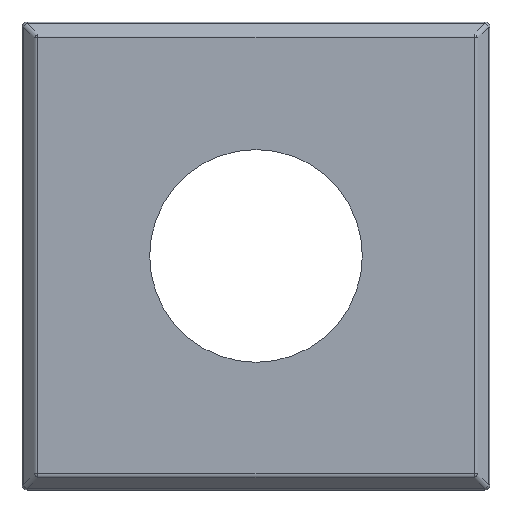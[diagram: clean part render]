
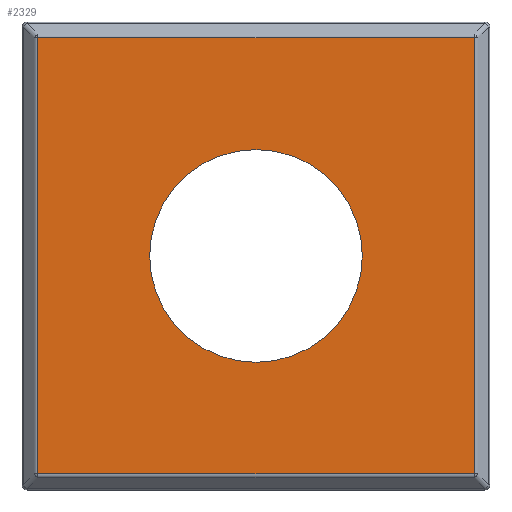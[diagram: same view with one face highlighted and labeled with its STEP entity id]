
A CAD part, top view. The second image highlights one B-rep face of the part: STEP entity #2329.
In plain terms, the highlighted planar face has unit normal (0, 0, 1).
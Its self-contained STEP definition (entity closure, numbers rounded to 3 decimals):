
#1304 = CYLINDRICAL_SURFACE('',#1305,20.);
#1305 = AXIS2_PLACEMENT_3D('',#1306,#1307,#1308);
#1306 = CARTESIAN_POINT('',(43.,43.,0.));
#1307 = DIRECTION('',(-0.,-0.,-1.));
#1308 = DIRECTION('',(1.,0.,0.));
#1820 = VERTEX_POINT('',#1821);
#1821 = CARTESIAN_POINT('',(63.,43.,9.));
#1842 = EDGE_CURVE('',#1820,#1820,#1843,.T.);
#1843 = SURFACE_CURVE('',#1844,(#1849,#1856),.PCURVE_S1.);
#1844 = CIRCLE('',#1845,20.);
#1845 = AXIS2_PLACEMENT_3D('',#1846,#1847,#1848);
#1846 = CARTESIAN_POINT('',(43.,43.,9.));
#1847 = DIRECTION('',(0.,0.,-1.));
#1848 = DIRECTION('',(1.,0.,0.));
#1849 = PCURVE('',#1304,#1850);
#1850 = DEFINITIONAL_REPRESENTATION('',(#1851),#1855);
#1851 = LINE('',#1852,#1853);
#1852 = CARTESIAN_POINT('',(-6.283,-9.));
#1853 = VECTOR('',#1854,1.);
#1854 = DIRECTION('',(1.,-0.));
#1855 = ( GEOMETRIC_REPRESENTATION_CONTEXT(2) 
PARAMETRIC_REPRESENTATION_CONTEXT() REPRESENTATION_CONTEXT('2D SPACE',''
  ) );
#1856 = PCURVE('',#1857,#1862);
#1857 = PLANE('',#1858);
#1858 = AXIS2_PLACEMENT_3D('',#1859,#1860,#1861);
#1859 = CARTESIAN_POINT('',(0.,0.,9.));
#1860 = DIRECTION('',(0.,0.,1.));
#1861 = DIRECTION('',(1.,0.,0.));
#1862 = DEFINITIONAL_REPRESENTATION('',(#1863),#1871);
#1863 = ( BOUNDED_CURVE() B_SPLINE_CURVE(2,(#1864,#1865,#1866,#1867,
#1868,#1869,#1870),.UNSPECIFIED.,.T.,.F.) B_SPLINE_CURVE_WITH_KNOTS((1,2
    ,2,2,2,1),(-2.094,0.,2.094,4.189,
6.283,8.378),.UNSPECIFIED.) CURVE() 
GEOMETRIC_REPRESENTATION_ITEM() RATIONAL_B_SPLINE_CURVE((1.,0.5,1.,0.5,
1.,0.5,1.)) REPRESENTATION_ITEM('') );
#1864 = CARTESIAN_POINT('',(63.,43.));
#1865 = CARTESIAN_POINT('',(63.,8.359));
#1866 = CARTESIAN_POINT('',(33.,25.679));
#1867 = CARTESIAN_POINT('',(3.,43.));
#1868 = CARTESIAN_POINT('',(33.,60.321));
#1869 = CARTESIAN_POINT('',(63.,77.641));
#1870 = CARTESIAN_POINT('',(63.,43.));
#1871 = ( GEOMETRIC_REPRESENTATION_CONTEXT(2) 
PARAMETRIC_REPRESENTATION_CONTEXT() REPRESENTATION_CONTEXT('2D SPACE',''
  ) );
#1938 = CYLINDRICAL_SURFACE('',#1939,1.);
#1939 = AXIS2_PLACEMENT_3D('',#1940,#1941,#1942);
#1940 = CARTESIAN_POINT('',(0.,84.,8.));
#1941 = DIRECTION('',(1.,0.,0.));
#1942 = DIRECTION('',(0.,-1.,0.));
#2052 = CYLINDRICAL_SURFACE('',#2053,1.);
#2053 = AXIS2_PLACEMENT_3D('',#2054,#2055,#2056);
#2054 = CARTESIAN_POINT('',(2.,0.,8.));
#2055 = DIRECTION('',(0.,1.,0.));
#2056 = DIRECTION('',(-0.707,0.,-0.707));
#2166 = CYLINDRICAL_SURFACE('',#2167,1.);
#2167 = AXIS2_PLACEMENT_3D('',#2168,#2169,#2170);
#2168 = CARTESIAN_POINT('',(0.,2.,8.));
#2169 = DIRECTION('',(1.,0.,0.));
#2170 = DIRECTION('',(0.,-0.707,-0.707));
#2280 = CYLINDRICAL_SURFACE('',#2281,1.);
#2281 = AXIS2_PLACEMENT_3D('',#2282,#2283,#2284);
#2282 = CARTESIAN_POINT('',(84.,0.,8.));
#2283 = DIRECTION('',(0.,1.,0.));
#2284 = DIRECTION('',(-1.,0.,0.));
#2329 = ADVANCED_FACE('',(#2330,#2424),#1857,.T.);
#2330 = FACE_BOUND('',#2331,.T.);
#2331 = EDGE_LOOP('',(#2332,#2357,#2380,#2403));
#2332 = ORIENTED_EDGE('',*,*,#2333,.F.);
#2333 = EDGE_CURVE('',#2334,#2336,#2338,.T.);
#2334 = VERTEX_POINT('',#2335);
#2335 = CARTESIAN_POINT('',(2.,2.,9.));
#2336 = VERTEX_POINT('',#2337);
#2337 = CARTESIAN_POINT('',(2.,84.,9.));
#2338 = SURFACE_CURVE('',#2339,(#2343,#2350),.PCURVE_S1.);
#2339 = LINE('',#2340,#2341);
#2340 = CARTESIAN_POINT('',(2.,0.,9.));
#2341 = VECTOR('',#2342,1.);
#2342 = DIRECTION('',(0.,1.,0.));
#2343 = PCURVE('',#1857,#2344);
#2344 = DEFINITIONAL_REPRESENTATION('',(#2345),#2349);
#2345 = LINE('',#2346,#2347);
#2346 = CARTESIAN_POINT('',(2.,0.));
#2347 = VECTOR('',#2348,1.);
#2348 = DIRECTION('',(0.,1.));
#2349 = ( GEOMETRIC_REPRESENTATION_CONTEXT(2) 
PARAMETRIC_REPRESENTATION_CONTEXT() REPRESENTATION_CONTEXT('2D SPACE',''
  ) );
#2350 = PCURVE('',#2052,#2351);
#2351 = DEFINITIONAL_REPRESENTATION('',(#2352),#2356);
#2352 = LINE('',#2353,#2354);
#2353 = CARTESIAN_POINT('',(2.356,0.));
#2354 = VECTOR('',#2355,1.);
#2355 = DIRECTION('',(0.,1.));
#2356 = ( GEOMETRIC_REPRESENTATION_CONTEXT(2) 
PARAMETRIC_REPRESENTATION_CONTEXT() REPRESENTATION_CONTEXT('2D SPACE',''
  ) );
#2357 = ORIENTED_EDGE('',*,*,#2358,.T.);
#2358 = EDGE_CURVE('',#2334,#2359,#2361,.T.);
#2359 = VERTEX_POINT('',#2360);
#2360 = CARTESIAN_POINT('',(84.,2.,9.));
#2361 = SURFACE_CURVE('',#2362,(#2366,#2373),.PCURVE_S1.);
#2362 = LINE('',#2363,#2364);
#2363 = CARTESIAN_POINT('',(0.,2.,9.));
#2364 = VECTOR('',#2365,1.);
#2365 = DIRECTION('',(1.,0.,0.));
#2366 = PCURVE('',#1857,#2367);
#2367 = DEFINITIONAL_REPRESENTATION('',(#2368),#2372);
#2368 = LINE('',#2369,#2370);
#2369 = CARTESIAN_POINT('',(0.,2.));
#2370 = VECTOR('',#2371,1.);
#2371 = DIRECTION('',(1.,0.));
#2372 = ( GEOMETRIC_REPRESENTATION_CONTEXT(2) 
PARAMETRIC_REPRESENTATION_CONTEXT() REPRESENTATION_CONTEXT('2D SPACE',''
  ) );
#2373 = PCURVE('',#2166,#2374);
#2374 = DEFINITIONAL_REPRESENTATION('',(#2375),#2379);
#2375 = LINE('',#2376,#2377);
#2376 = CARTESIAN_POINT('',(-2.356,0.));
#2377 = VECTOR('',#2378,1.);
#2378 = DIRECTION('',(-0.,1.));
#2379 = ( GEOMETRIC_REPRESENTATION_CONTEXT(2) 
PARAMETRIC_REPRESENTATION_CONTEXT() REPRESENTATION_CONTEXT('2D SPACE',''
  ) );
#2380 = ORIENTED_EDGE('',*,*,#2381,.T.);
#2381 = EDGE_CURVE('',#2359,#2382,#2384,.T.);
#2382 = VERTEX_POINT('',#2383);
#2383 = CARTESIAN_POINT('',(84.,84.,9.));
#2384 = SURFACE_CURVE('',#2385,(#2389,#2396),.PCURVE_S1.);
#2385 = LINE('',#2386,#2387);
#2386 = CARTESIAN_POINT('',(84.,0.,9.));
#2387 = VECTOR('',#2388,1.);
#2388 = DIRECTION('',(0.,1.,0.));
#2389 = PCURVE('',#1857,#2390);
#2390 = DEFINITIONAL_REPRESENTATION('',(#2391),#2395);
#2391 = LINE('',#2392,#2393);
#2392 = CARTESIAN_POINT('',(84.,0.));
#2393 = VECTOR('',#2394,1.);
#2394 = DIRECTION('',(0.,1.));
#2395 = ( GEOMETRIC_REPRESENTATION_CONTEXT(2) 
PARAMETRIC_REPRESENTATION_CONTEXT() REPRESENTATION_CONTEXT('2D SPACE',''
  ) );
#2396 = PCURVE('',#2280,#2397);
#2397 = DEFINITIONAL_REPRESENTATION('',(#2398),#2402);
#2398 = LINE('',#2399,#2400);
#2399 = CARTESIAN_POINT('',(1.571,0.));
#2400 = VECTOR('',#2401,1.);
#2401 = DIRECTION('',(0.,1.));
#2402 = ( GEOMETRIC_REPRESENTATION_CONTEXT(2) 
PARAMETRIC_REPRESENTATION_CONTEXT() REPRESENTATION_CONTEXT('2D SPACE',''
  ) );
#2403 = ORIENTED_EDGE('',*,*,#2404,.F.);
#2404 = EDGE_CURVE('',#2336,#2382,#2405,.T.);
#2405 = SURFACE_CURVE('',#2406,(#2410,#2417),.PCURVE_S1.);
#2406 = LINE('',#2407,#2408);
#2407 = CARTESIAN_POINT('',(0.,84.,9.));
#2408 = VECTOR('',#2409,1.);
#2409 = DIRECTION('',(1.,0.,0.));
#2410 = PCURVE('',#1857,#2411);
#2411 = DEFINITIONAL_REPRESENTATION('',(#2412),#2416);
#2412 = LINE('',#2413,#2414);
#2413 = CARTESIAN_POINT('',(0.,84.));
#2414 = VECTOR('',#2415,1.);
#2415 = DIRECTION('',(1.,0.));
#2416 = ( GEOMETRIC_REPRESENTATION_CONTEXT(2) 
PARAMETRIC_REPRESENTATION_CONTEXT() REPRESENTATION_CONTEXT('2D SPACE',''
  ) );
#2417 = PCURVE('',#1938,#2418);
#2418 = DEFINITIONAL_REPRESENTATION('',(#2419),#2423);
#2419 = LINE('',#2420,#2421);
#2420 = CARTESIAN_POINT('',(-1.571,0.));
#2421 = VECTOR('',#2422,1.);
#2422 = DIRECTION('',(-0.,1.));
#2423 = ( GEOMETRIC_REPRESENTATION_CONTEXT(2) 
PARAMETRIC_REPRESENTATION_CONTEXT() REPRESENTATION_CONTEXT('2D SPACE',''
  ) );
#2424 = FACE_BOUND('',#2425,.T.);
#2425 = EDGE_LOOP('',(#2426));
#2426 = ORIENTED_EDGE('',*,*,#1842,.T.);
